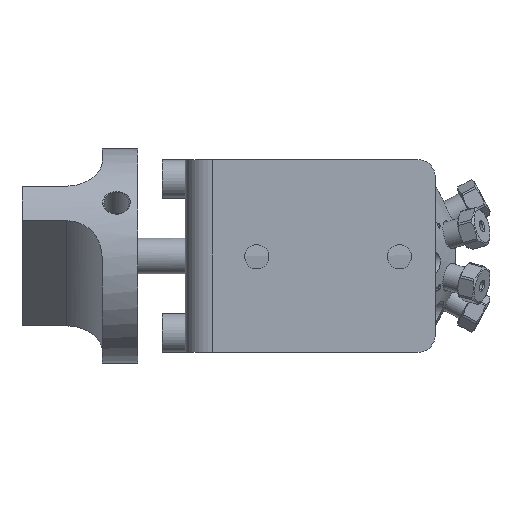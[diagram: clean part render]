
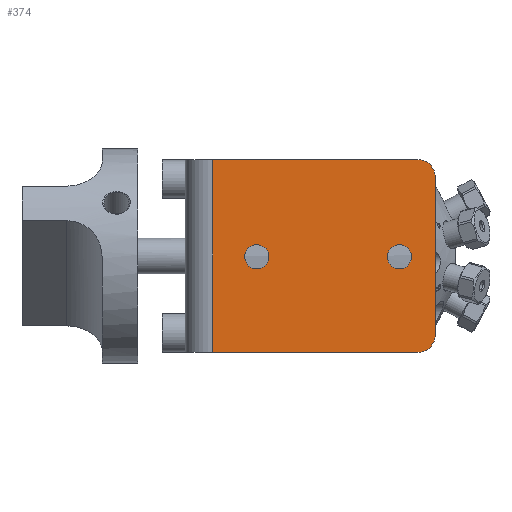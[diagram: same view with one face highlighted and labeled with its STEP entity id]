
A CAD part, front view. The second image highlights one B-rep face of the part: STEP entity #374.
In plain terms, the highlighted planar face has unit normal (0, -1, 0).
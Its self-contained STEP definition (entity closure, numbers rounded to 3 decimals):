
#86=CARTESIAN_POINT('',(41.4,0.0,0.0));
#87=VERTEX_POINT('',#86);
#94=CARTESIAN_POINT('',(44.45,0.0,-3.05));
#95=VERTEX_POINT('',#94);
#96=CARTESIAN_POINT('',(41.4,0.,-3.05));
#97=DIRECTION('',(0.,1.0,0.));
#98=DIRECTION('',(0.707,0.,0.707));
#99=AXIS2_PLACEMENT_3D('',#96,#97,#98);
#100=CIRCLE('',#99,3.05);
#101=EDGE_CURVE('',#87,#95,#100,.T.);
#118=CARTESIAN_POINT('',(44.45,0.0,-31.24));
#119=VERTEX_POINT('',#118);
#120=CARTESIAN_POINT('',(44.45,0.0,-3.05));
#121=DIRECTION('',(0.0,0.0,-1.0));
#122=VECTOR('',#121,28.19);
#123=LINE('',#120,#122);
#124=EDGE_CURVE('',#95,#119,#123,.T.);
#158=CARTESIAN_POINT('',(41.4,0.0,-34.29));
#159=VERTEX_POINT('',#158);
#160=CARTESIAN_POINT('',(41.4,0.,-31.24));
#161=DIRECTION('',(0.,1.0,0.));
#162=DIRECTION('',(0.707,0.,-0.707));
#163=AXIS2_PLACEMENT_3D('',#160,#161,#162);
#164=CIRCLE('',#163,3.05);
#165=EDGE_CURVE('',#119,#159,#164,.T.);
#316=CARTESIAN_POINT('',(10.54,0.,-17.272));
#317=VERTEX_POINT('',#316);
#318=CARTESIAN_POINT('',(12.7,0.0,-17.272));
#319=DIRECTION('',(0.0,1.0,0.0));
#320=DIRECTION('',(1.0,0.0,0.0));
#321=AXIS2_PLACEMENT_3D('',#318,#319,#320);
#322=CIRCLE('',#321,2.16);
#323=EDGE_CURVE('',#317,#317,#322,.T.);
#328=CARTESIAN_POINT('',(0.0,0.0,0.0));
#329=DIRECTION('',(0.0,-1.0,0.0));
#330=DIRECTION('',(0.0,0.0,-1.0));
#331=AXIS2_PLACEMENT_3D('',#328,#329,#330);
#332=PLANE('',#331);
#333=CARTESIAN_POINT('',(4.83,0.0,-34.29));
#334=VERTEX_POINT('',#333);
#335=CARTESIAN_POINT('',(4.83,0.0,0.0));
#336=VERTEX_POINT('',#335);
#337=CARTESIAN_POINT('',(4.83,0.0,-34.29));
#338=DIRECTION('',(0.0,0.0,1.0));
#339=VECTOR('',#338,34.29);
#340=LINE('',#337,#339);
#341=EDGE_CURVE('',#334,#336,#340,.T.);
#342=ORIENTED_EDGE('',*,*,#341,.F.);
#343=CARTESIAN_POINT('',(4.83,0.0,-34.29));
#344=DIRECTION('',(1.0,0.0,0.0));
#345=VECTOR('',#344,36.57);
#346=LINE('',#343,#345);
#347=EDGE_CURVE('',#334,#159,#346,.T.);
#348=ORIENTED_EDGE('',*,*,#347,.T.);
#349=ORIENTED_EDGE('',*,*,#165,.F.);
#350=ORIENTED_EDGE('',*,*,#124,.F.);
#351=ORIENTED_EDGE('',*,*,#101,.F.);
#352=CARTESIAN_POINT('',(4.83,0.0,0.0));
#353=DIRECTION('',(1.0,0.0,0.0));
#354=VECTOR('',#353,36.57);
#355=LINE('',#352,#354);
#356=EDGE_CURVE('',#336,#87,#355,.T.);
#357=ORIENTED_EDGE('',*,*,#356,.F.);
#358=EDGE_LOOP('',(#342,#348,#349,#350,#351,#357));
#359=FACE_OUTER_BOUND('',#358,.T.);
#360=ORIENTED_EDGE('',*,*,#323,.T.);
#361=EDGE_LOOP('',(#360));
#362=FACE_BOUND('',#361,.T.);
#363=CARTESIAN_POINT('',(35.94,0.,-17.272));
#364=VERTEX_POINT('',#363);
#365=CARTESIAN_POINT('',(38.1,0.,-17.272));
#366=DIRECTION('',(0.0,1.0,0.0));
#367=DIRECTION('',(1.0,0.0,0.0));
#368=AXIS2_PLACEMENT_3D('',#365,#366,#367);
#369=CIRCLE('',#368,2.16);
#370=EDGE_CURVE('',#364,#364,#369,.T.);
#371=ORIENTED_EDGE('',*,*,#370,.T.);
#372=EDGE_LOOP('',(#371));
#373=FACE_BOUND('',#372,.T.);
#374=ADVANCED_FACE('',(#359,#362,#373),#332,.T.);
